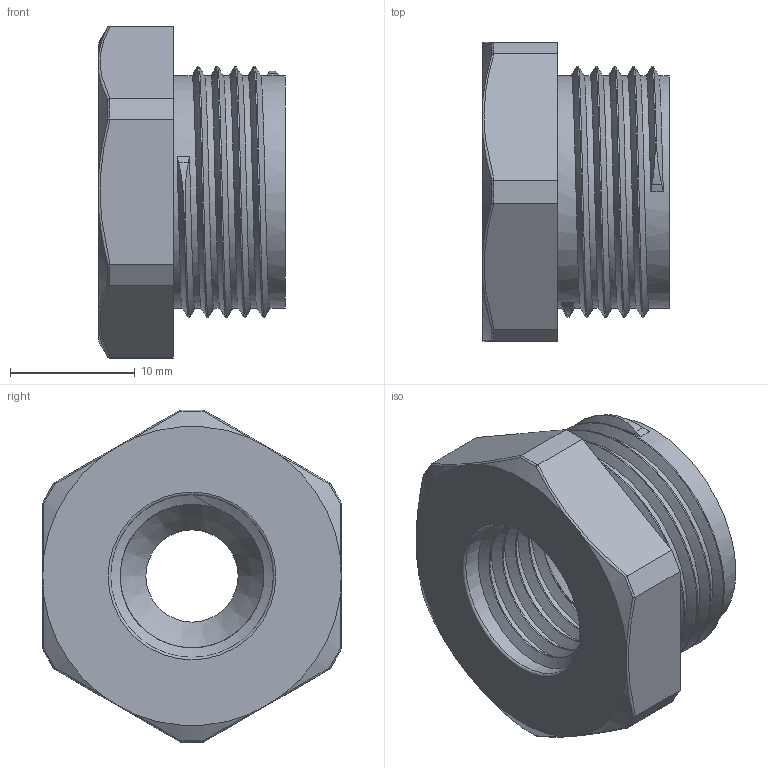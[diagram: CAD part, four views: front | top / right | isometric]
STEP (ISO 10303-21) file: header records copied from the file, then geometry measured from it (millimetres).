
FILE_DESCRIPTION(/* description */ ('Reduzierung sechskant PG 13/PG 7 Bauform A'),/* implementation_level */ '2;1');
FILE_NAME(/* name */ '11081307-RST.stp',/* time_stamp */ '2020-04-28T10:28:16+02:00',/* author */ ('sl'),/* organization */ (''),/* preprocessor_version */ 'ST-DEVELOPER v16.5',/* originating_system */ 'Autodesk Inventor 2017',/* authorisation */ '');
FILE_SCHEMA (('AUTOMOTIVE_DESIGN { 1 0 10303 214 3 1 1 }'));
Length unit declared in the file: millimetre
Products named in the file (1): 11081307
Bounding box: 15 x 24 x 26.63 mm (x, y, z)
Volume: 3741 mm3; surface area: 2835.1 mm2
Topology: 1 solids, 1 shells, 61 faces, 167 edges, 110 vertices
Faces by surface type: plane 20, cylinder 17, bspline 16, cone 7, torus 1
Full cylindrical faces by diameter (mm): 7.4 x1, 13.052 x4, 15.94 x1, 18.658 x5
Entity records: 3843 total; most frequent: CARTESIAN_POINT 2618, ORIENTED_EDGE 264, DIRECTION 215, EDGE_CURVE 132, AXIS2_PLACEMENT_3D 91, VERTEX_POINT 90, EDGE_LOOP 64, FACE_OUTER_BOUND 53
